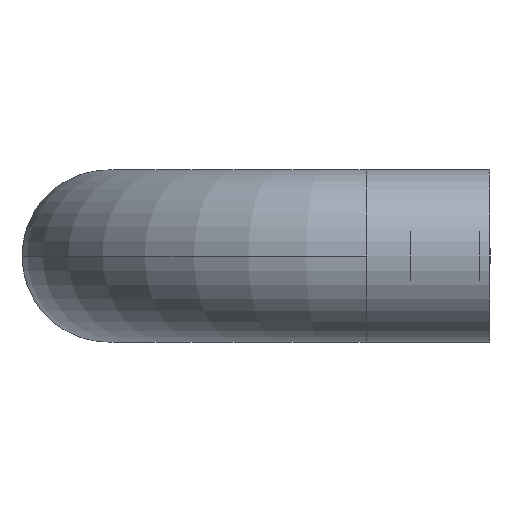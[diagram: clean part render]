
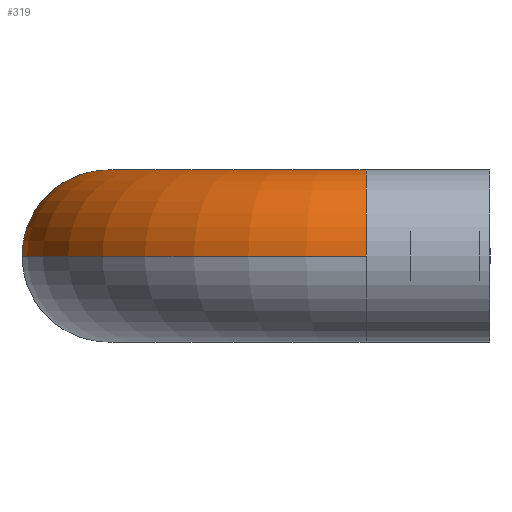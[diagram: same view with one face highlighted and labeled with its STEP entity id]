
A CAD part, left-side view. The second image highlights one B-rep face of the part: STEP entity #319.
In plain terms, the highlighted toroidal (fillet/blend) face has major radius 37.5 mm and minor radius 12.5 mm.
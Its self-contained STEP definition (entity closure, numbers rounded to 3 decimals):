
#4 = EDGE_CURVE ( 'NONE', #708, #710, #930, .T. ) ;
#13 = EDGE_CURVE ( 'NONE', #810, #708, #338, .T. ) ;
#27 = ORIENTED_EDGE ( 'NONE', *, *, #4, .F. ) ;
#31 = ORIENTED_EDGE ( 'NONE', *, *, #440, .T. ) ;
#35 = ORIENTED_EDGE ( 'NONE', *, *, #443, .T. ) ;
#41 = VERTEX_POINT ( 'NONE', #680 ) ;
#82 = ORIENTED_EDGE ( 'NONE', *, *, #355, .F. ) ;
#103 = ORIENTED_EDGE ( 'NONE', *, *, #13, .F. ) ;
#158 = AXIS2_PLACEMENT_3D ( 'NONE', #1011, #1015, #1016 ) ;
#163 = AXIS2_PLACEMENT_3D ( 'NONE', #1005, #1006, #1007 ) ;
#286 = EDGE_LOOP ( 'NONE', ( #31, #35, #82, #27, #103 ) ) ;
#319 = ADVANCED_FACE ( 'NONE', ( #494 ), #616, .T. ) ;
#338 = CIRCLE ( 'NONE', #460, 25. ) ;
#355 = EDGE_CURVE ( 'NONE', #710, #41, #562, .T. ) ;
#440 = EDGE_CURVE ( 'NONE', #810, #733, #580, .T. ) ;
#443 = EDGE_CURVE ( 'NONE', #733, #41, #578, .T. ) ;
#460 = AXIS2_PLACEMENT_3D ( 'NONE', #623, #619, #618 ) ;
#494 = FACE_OUTER_BOUND ( 'NONE', #286, .T. ) ;
#500 = AXIS2_PLACEMENT_3D ( 'NONE', #796, #779, #820 ) ;
#528 = AXIS2_PLACEMENT_3D ( 'NONE', #864, #863, #862 ) ;
#562 = CIRCLE ( 'NONE', #528, 12.5 ) ;
#578 = CIRCLE ( 'NONE', #158, 50. ) ;
#580 = CIRCLE ( 'NONE', #163, 12.5 ) ;
#616 = TOROIDAL_SURFACE ( 'NONE', #500, 37.5, 12.5 ) ;
#618 = DIRECTION ( 'NONE',  ( 1., 0., 0. ) ) ;
#619 = DIRECTION ( 'NONE',  ( 0., 0., 1. ) ) ;
#623 = CARTESIAN_POINT ( 'NONE',  ( -212.5, 18., 0. ) ) ;
#680 = CARTESIAN_POINT ( 'NONE',  ( -262.5, 18., 0. ) ) ;
#682 = DIRECTION ( 'NONE',  ( 0., 0., 1. ) ) ;
#708 = VERTEX_POINT ( 'NONE', #1038 ) ;
#710 = VERTEX_POINT ( 'NONE', #1045 ) ;
#733 = VERTEX_POINT ( 'NONE', #1050 ) ;
#746 = CARTESIAN_POINT ( 'NONE',  ( -250., 18., 0. ) ) ;
#748 = DIRECTION ( 'NONE',  ( 0., -1., 0. ) ) ;
#779 = DIRECTION ( 'NONE',  ( 0., 0., 1. ) ) ;
#796 = CARTESIAN_POINT ( 'NONE',  ( -212.5, 18., 0. ) ) ;
#810 = VERTEX_POINT ( 'NONE', #1061 ) ;
#820 = DIRECTION ( 'NONE',  ( 1., 0., 0. ) ) ;
#862 = DIRECTION ( 'NONE',  ( 0., 0., 1. ) ) ;
#863 = DIRECTION ( 'NONE',  ( 0., -1., 0. ) ) ;
#864 = CARTESIAN_POINT ( 'NONE',  ( -250., 18., 0. ) ) ;
#930 = CIRCLE ( 'NONE', #940, 12.5 ) ;
#940 = AXIS2_PLACEMENT_3D ( 'NONE', #746, #748, #682 ) ;
#1005 = CARTESIAN_POINT ( 'NONE',  ( -212.5, 55.5, 0. ) ) ;
#1006 = DIRECTION ( 'NONE',  ( -1., 0., 0. ) ) ;
#1007 = DIRECTION ( 'NONE',  ( 0., 0., 1. ) ) ;
#1011 = CARTESIAN_POINT ( 'NONE',  ( -212.5, 18., 0. ) ) ;
#1015 = DIRECTION ( 'NONE',  ( 0., 0., 1. ) ) ;
#1016 = DIRECTION ( 'NONE',  ( 1., 0., 0. ) ) ;
#1038 = CARTESIAN_POINT ( 'NONE',  ( -237.5, 18., 0. ) ) ;
#1045 = CARTESIAN_POINT ( 'NONE',  ( -250., 18., 12.5 ) ) ;
#1050 = CARTESIAN_POINT ( 'NONE',  ( -212.5, 68., 0. ) ) ;
#1061 = CARTESIAN_POINT ( 'NONE',  ( -212.5, 43., 0. ) ) ;
